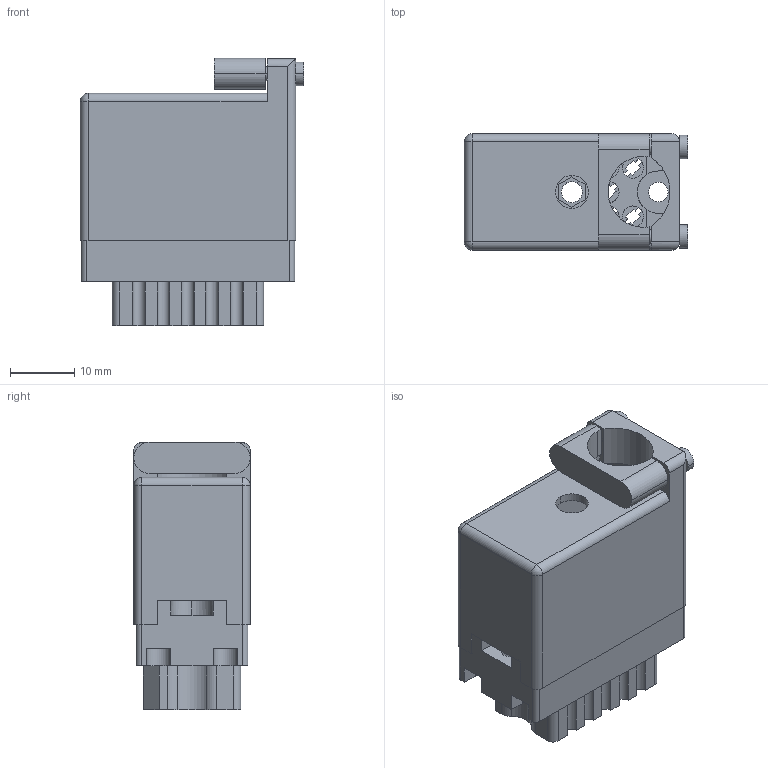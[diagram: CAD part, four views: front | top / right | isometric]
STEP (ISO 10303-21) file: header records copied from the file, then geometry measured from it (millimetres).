
FILE_DESCRIPTION (( 'STEP AP203' ), '1' );
FILE_NAME ('519-014-000-460.STEP', '2020-09-09T17:37:51', ( '' ), ( '' ), 'SwSTEP 2.0', 'SolidWorks 2020', '' );
FILE_SCHEMA (( 'CONFIG_CONTROL_DESIGN' ));
Length unit declared in the file: inch
Products named in the file (3): 519 Receptacle Insulator_014; 519-014-000-460; 516-230-001_Metal - 020 Top Entry
Assembly tree (2 placements, depth 2):
  519-014-000-460
    519 Receptacle Insulator_014
    516-230-001_Metal - 020 Top Entry
Bounding box: 34.92 x 18.16 x 41.71 mm (x, y, z)
Volume: 9933.6 mm3; surface area: 12916.2 mm2
Topology: 2 solids, 2 shells, 542 faces, 1573 edges, 1042 vertices
Faces by surface type: plane 356, cylinder 182, cone 2, sphere 2
Entity records: 18310 total; most frequent: CARTESIAN_POINT 3198, ORIENTED_EDGE 3142, DIRECTION 3083, EDGE_CURVE 1571, VECTOR 1141, LINE 1141, VERTEX_POINT 1042, AXIS2_PLACEMENT_3D 971
